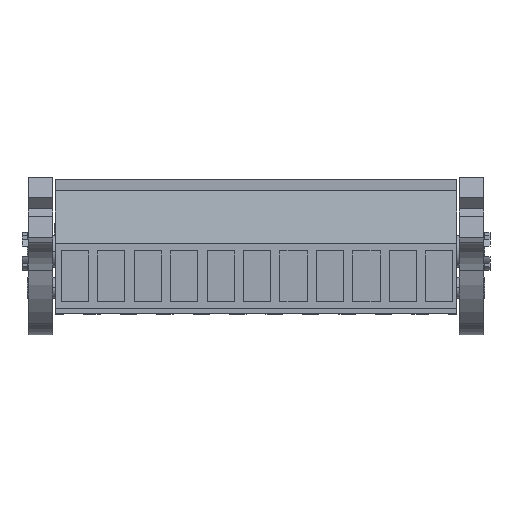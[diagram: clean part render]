
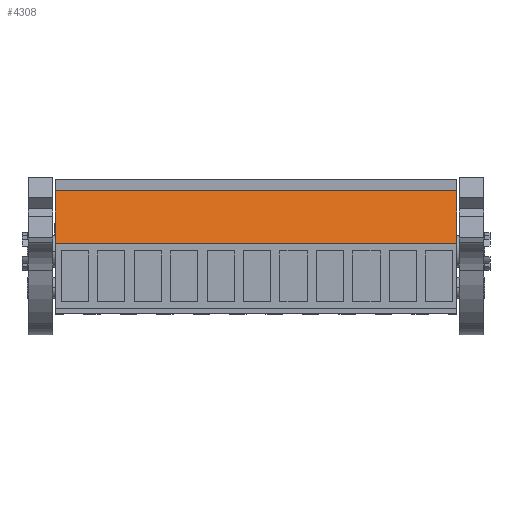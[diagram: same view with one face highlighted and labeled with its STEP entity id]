
A CAD part, top view. The second image highlights one B-rep face of the part: STEP entity #4308.
In plain terms, the highlighted planar face has unit normal (0, 0.205, 0.979).
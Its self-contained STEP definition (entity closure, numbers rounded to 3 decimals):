
#4288=AXIS2_PLACEMENT_3D('Plane Axis2P3D',#4285,#4286,#4287) ;
#112=CARTESIAN_POINT('Vertex',(3.2,8.802,18.1)) ;
#115=CARTESIAN_POINT('Line Origine',(3.2,11.31,17.575)) ;
#119=CARTESIAN_POINT('Vertex',(3.2,13.818,17.05)) ;
#4270=CARTESIAN_POINT('Vertex',(41.7,8.802,18.1)) ;
#4273=CARTESIAN_POINT('Line Origine',(22.45,8.802,18.1)) ;
#4285=CARTESIAN_POINT('Axis2P3D Location',(27.7,8.802,18.1)) ;
#4290=CARTESIAN_POINT('Line Origine',(41.7,11.31,17.575)) ;
#4294=CARTESIAN_POINT('Vertex',(41.7,13.818,17.05)) ;
#4297=CARTESIAN_POINT('Line Origine',(22.45,13.818,17.05)) ;
#116=DIRECTION('Vector Direction',(0.,0.979,-0.205)) ;
#4274=DIRECTION('Vector Direction',(1.,0.,0.)) ;
#4286=DIRECTION('Axis2P3D Direction',(0.,-0.205,-0.979)) ;
#4287=DIRECTION('Axis2P3D XDirection',(0.,0.979,-0.205)) ;
#4291=DIRECTION('Vector Direction',(0.,0.979,-0.205)) ;
#4298=DIRECTION('Vector Direction',(1.,0.,0.)) ;
#117=VECTOR('Line Direction',#116,1.) ;
#4275=VECTOR('Line Direction',#4274,1.) ;
#4292=VECTOR('Line Direction',#4291,1.) ;
#4299=VECTOR('Line Direction',#4298,1.) ;
#4303=ORIENTED_EDGE('',*,*,#121,.F.) ;
#4304=ORIENTED_EDGE('',*,*,#4277,.T.) ;
#4305=ORIENTED_EDGE('',*,*,#4296,.T.) ;
#4306=ORIENTED_EDGE('',*,*,#4301,.F.) ;
#4308=ADVANCED_FACE('HOUSING',(#4307),#4289,.F.) ;
#121=EDGE_CURVE('',#113,#120,#118,.T.) ;
#4277=EDGE_CURVE('',#113,#4271,#4276,.T.) ;
#4296=EDGE_CURVE('',#4271,#4295,#4293,.T.) ;
#4301=EDGE_CURVE('',#120,#4295,#4300,.T.) ;
#4302=EDGE_LOOP('',(#4303,#4304,#4305,#4306)) ;
#4307=FACE_OUTER_BOUND('',#4302,.T.) ;
#118=LINE('Line',#115,#117) ;
#4276=LINE('Line',#4273,#4275) ;
#4293=LINE('Line',#4290,#4292) ;
#4300=LINE('Line',#4297,#4299) ;
#4289=PLANE('',#4288) ;
#113=VERTEX_POINT('',#112) ;
#120=VERTEX_POINT('',#119) ;
#4271=VERTEX_POINT('',#4270) ;
#4295=VERTEX_POINT('',#4294) ;
